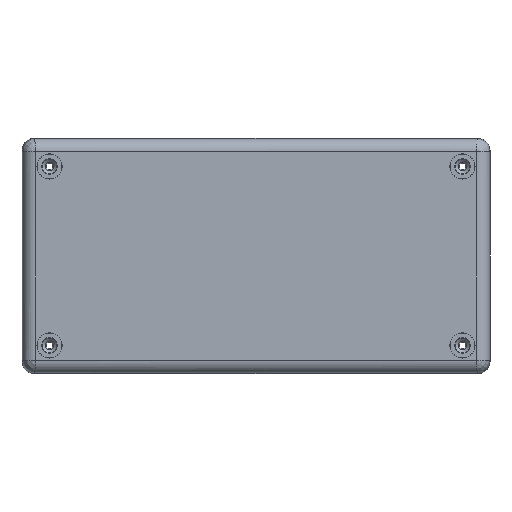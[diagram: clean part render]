
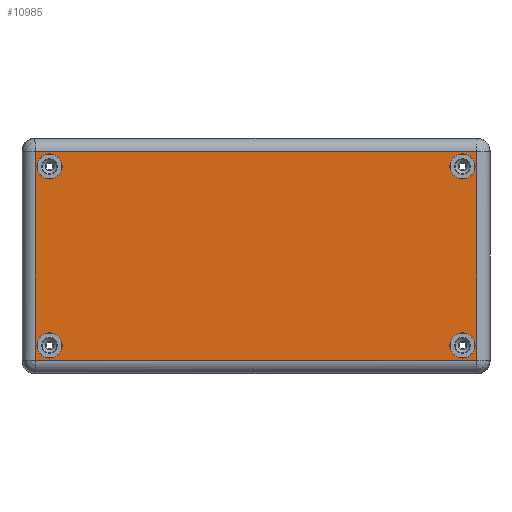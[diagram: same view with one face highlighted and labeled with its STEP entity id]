
A CAD part, top view. The second image highlights one B-rep face of the part: STEP entity #10985.
In plain terms, the highlighted face is planar.
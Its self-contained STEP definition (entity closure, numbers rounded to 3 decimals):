
#784=FACE_BOUND('',#1994,.T.);
#785=FACE_BOUND('',#1995,.T.);
#786=FACE_BOUND('',#1996,.T.);
#787=FACE_BOUND('',#1997,.T.);
#876=PLANE('',#11737);
#1332=FACE_OUTER_BOUND('',#1993,.T.);
#1993=EDGE_LOOP('',(#7682,#7683,#7684,#7685));
#1994=EDGE_LOOP('',(#7686));
#1995=EDGE_LOOP('',(#7687));
#1996=EDGE_LOOP('',(#7688));
#1997=EDGE_LOOP('',(#7689));
#2730=LINE('',#14831,#3669);
#2731=LINE('',#14833,#3670);
#2732=LINE('',#14835,#3671);
#2733=LINE('',#14836,#3672);
#3669=VECTOR('',#12527,10.);
#3670=VECTOR('',#12528,10.);
#3671=VECTOR('',#12529,10.);
#3672=VECTOR('',#12530,10.);
#4595=CIRCLE('',#11714,4.575);
#4599=CIRCLE('',#11721,4.575);
#4603=CIRCLE('',#11728,4.575);
#4607=CIRCLE('',#11735,4.575);
#4808=VERTEX_POINT('',#14785);
#4812=VERTEX_POINT('',#14798);
#4816=VERTEX_POINT('',#14811);
#4820=VERTEX_POINT('',#14824);
#4821=VERTEX_POINT('',#14829);
#4822=VERTEX_POINT('',#14830);
#4823=VERTEX_POINT('',#14832);
#4824=VERTEX_POINT('',#14834);
#5934=EDGE_CURVE('',#4808,#4808,#4595,.T.);
#5940=EDGE_CURVE('',#4812,#4812,#4599,.T.);
#5946=EDGE_CURVE('',#4816,#4816,#4603,.T.);
#5952=EDGE_CURVE('',#4820,#4820,#4607,.T.);
#5953=EDGE_CURVE('',#4821,#4822,#2730,.T.);
#5954=EDGE_CURVE('',#4823,#4821,#2731,.T.);
#5955=EDGE_CURVE('',#4824,#4823,#2732,.T.);
#5956=EDGE_CURVE('',#4822,#4824,#2733,.T.);
#7682=ORIENTED_EDGE('',*,*,#5953,.F.);
#7683=ORIENTED_EDGE('',*,*,#5954,.F.);
#7684=ORIENTED_EDGE('',*,*,#5955,.F.);
#7685=ORIENTED_EDGE('',*,*,#5956,.F.);
#7686=ORIENTED_EDGE('',*,*,#5934,.T.);
#7687=ORIENTED_EDGE('',*,*,#5940,.T.);
#7688=ORIENTED_EDGE('',*,*,#5946,.T.);
#7689=ORIENTED_EDGE('',*,*,#5952,.T.);
#10985=ADVANCED_FACE('',(#1332,#784,#785,#786,#787),#876,.F.);
#11714=AXIS2_PLACEMENT_3D('',#14787,#12473,#12474);
#11721=AXIS2_PLACEMENT_3D('',#14800,#12489,#12490);
#11728=AXIS2_PLACEMENT_3D('',#14813,#12505,#12506);
#11735=AXIS2_PLACEMENT_3D('',#14826,#12521,#12522);
#11737=AXIS2_PLACEMENT_3D('',#14828,#12525,#12526);
#12473=DIRECTION('center_axis',(0.,0.,1.));
#12474=DIRECTION('ref_axis',(1.,0.,0.));
#12489=DIRECTION('center_axis',(0.,0.,1.));
#12490=DIRECTION('ref_axis',(1.,0.,0.));
#12505=DIRECTION('center_axis',(0.,0.,1.));
#12506=DIRECTION('ref_axis',(1.,0.,0.));
#12521=DIRECTION('center_axis',(0.,0.,1.));
#12522=DIRECTION('ref_axis',(1.,0.,0.));
#12525=DIRECTION('center_axis',(0.,0.,1.));
#12526=DIRECTION('ref_axis',(1.,0.,0.));
#12527=DIRECTION('',(-1.,0.,0.));
#12528=DIRECTION('',(0.,1.,0.));
#12529=DIRECTION('',(1.,0.,0.));
#12530=DIRECTION('',(0.,-1.,0.));
#14785=CARTESIAN_POINT('',(-79.575,-32.5,-8.));
#14787=CARTESIAN_POINT('Origin',(-75.,-32.5,-8.));
#14798=CARTESIAN_POINT('',(70.425,32.5,-8.));
#14800=CARTESIAN_POINT('Origin',(75.,32.5,-8.));
#14811=CARTESIAN_POINT('',(-79.575,32.5,-8.));
#14813=CARTESIAN_POINT('Origin',(-75.,32.5,-8.));
#14824=CARTESIAN_POINT('',(70.425,-32.5,-8.));
#14826=CARTESIAN_POINT('Origin',(75.,-32.5,-8.));
#14828=CARTESIAN_POINT('Origin',(0.,0.,-8.));
#14829=CARTESIAN_POINT('',(80.098,37.848,-8.));
#14830=CARTESIAN_POINT('',(-80.098,37.848,-8.));
#14831=CARTESIAN_POINT('',(42.5,37.848,-8.));
#14832=CARTESIAN_POINT('',(80.098,-37.848,-8.));
#14833=CARTESIAN_POINT('',(80.098,-21.375,-8.));
#14834=CARTESIAN_POINT('',(-80.098,-37.848,-8.));
#14835=CARTESIAN_POINT('',(-42.5,-37.848,-8.));
#14836=CARTESIAN_POINT('',(-80.098,21.375,-8.));
